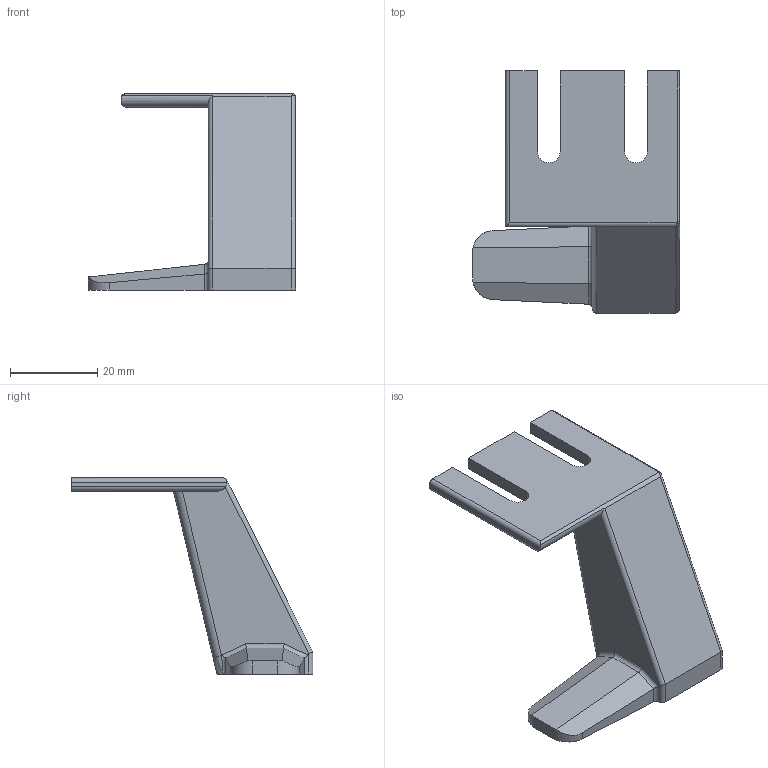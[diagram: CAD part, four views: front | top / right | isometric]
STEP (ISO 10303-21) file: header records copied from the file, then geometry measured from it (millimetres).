
FILE_DESCRIPTION(/* description */ (''),/* implementation_level */ '2;1');
FILE_NAME(/* name */ 'dock_right_hand.step',/* time_stamp */ '2025-05-12T14:22:21-04:00',/* author */ (''),/* organization */ (''),/* preprocessor_version */ 'ST-DEVELOPER v20.1',/* originating_system */ 'Autodesk Translation Framework v14.4.0.0',/* authorisation */ '');
FILE_SCHEMA (('AUTOMOTIVE_DESIGN { 1 0 10303 214 3 1 1 }'));
Length unit declared in the file: millimetre
Products named in the file (2): Extruder Mount; dock
Assembly tree (1 placements, depth 2):
  Extruder Mount
    dock
Bounding box: 47.5 x 55.5 x 45 mm (x, y, z)
Volume: 21239.2 mm3; surface area: 7532.9 mm2
Topology: 1 solids, 1 shells, 47 faces, 130 edges, 84 vertices
Faces by surface type: cylinder 22, plane 22, bspline 3
Entity records: 1689 total; most frequent: CARTESIAN_POINT 402, DIRECTION 260, ORIENTED_EDGE 258, EDGE_CURVE 129, AXIS2_PLACEMENT_3D 91, VERTEX_POINT 84, LINE 78, VECTOR 78
